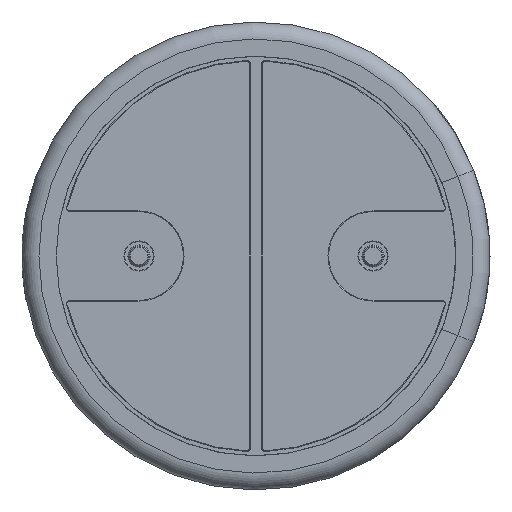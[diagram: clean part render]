
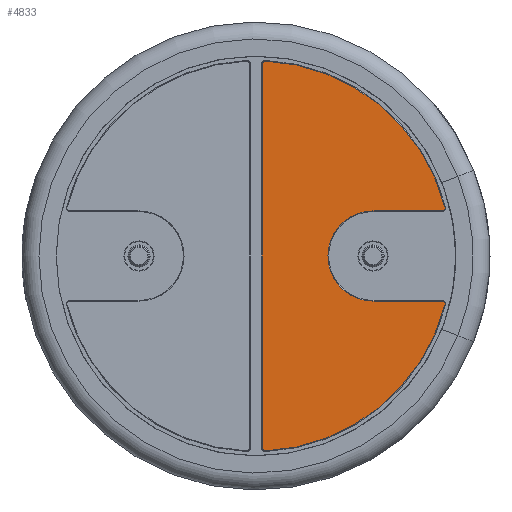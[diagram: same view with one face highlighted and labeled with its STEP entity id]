
A CAD part, front view. The second image highlights one B-rep face of the part: STEP entity #4833.
In plain terms, the highlighted planar face has unit normal (0, -1, 0).
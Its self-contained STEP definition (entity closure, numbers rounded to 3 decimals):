
#63=PLANE('',#5175);
#280=CIRCLE('',#5140,0.082);
#283=CIRCLE('',#5145,0.082);
#286=CIRCLE('',#5149,5.422);
#289=CIRCLE('',#5153,0.082);
#293=CIRCLE('',#5159,1.251);
#297=CIRCLE('',#5165,0.082);
#299=CIRCLE('',#5168,5.422);
#466=FACE_OUTER_BOUND('',#681,.T.);
#681=EDGE_LOOP('',(#4014,#4015,#4016,#4017,#4018,#4019,#4020,#4021,#4022,
#4023));
#901=LINE('',#9730,#1100);
#903=LINE('',#9754,#1102);
#905=LINE('',#9766,#1104);
#1100=VECTOR('',#5875,10.);
#1102=VECTOR('',#5905,10.);
#1104=VECTOR('',#5919,10.);
#2035=VERTEX_POINT('',#9718);
#2038=VERTEX_POINT('',#9723);
#2040=VERTEX_POINT('',#9728);
#2042=VERTEX_POINT('',#9734);
#2044=VERTEX_POINT('',#9740);
#2046=VERTEX_POINT('',#9746);
#2048=VERTEX_POINT('',#9752);
#2050=VERTEX_POINT('',#9758);
#2052=VERTEX_POINT('',#9764);
#2054=VERTEX_POINT('',#9770);
#2705=EDGE_CURVE('',#2038,#2035,#280,.T.);
#2707=EDGE_CURVE('',#2040,#2038,#901,.T.);
#2710=EDGE_CURVE('',#2042,#2040,#283,.T.);
#2713=EDGE_CURVE('',#2044,#2042,#286,.T.);
#2716=EDGE_CURVE('',#2046,#2044,#289,.T.);
#2719=EDGE_CURVE('',#2048,#2046,#903,.T.);
#2722=EDGE_CURVE('',#2050,#2048,#293,.T.);
#2725=EDGE_CURVE('',#2052,#2050,#905,.T.);
#2728=EDGE_CURVE('',#2054,#2052,#297,.T.);
#2730=EDGE_CURVE('',#2035,#2054,#299,.T.);
#4014=ORIENTED_EDGE('',*,*,#2705,.F.);
#4015=ORIENTED_EDGE('',*,*,#2707,.F.);
#4016=ORIENTED_EDGE('',*,*,#2710,.F.);
#4017=ORIENTED_EDGE('',*,*,#2713,.F.);
#4018=ORIENTED_EDGE('',*,*,#2716,.F.);
#4019=ORIENTED_EDGE('',*,*,#2719,.F.);
#4020=ORIENTED_EDGE('',*,*,#2722,.F.);
#4021=ORIENTED_EDGE('',*,*,#2725,.F.);
#4022=ORIENTED_EDGE('',*,*,#2728,.F.);
#4023=ORIENTED_EDGE('',*,*,#2730,.F.);
#4833=ADVANCED_FACE('',(#466),#63,.F.);
#5140=AXIS2_PLACEMENT_3D('',#9725,#5869,#5870);
#5145=AXIS2_PLACEMENT_3D('',#9736,#5881,#5882);
#5149=AXIS2_PLACEMENT_3D('',#9742,#5889,#5890);
#5153=AXIS2_PLACEMENT_3D('',#9748,#5897,#5898);
#5159=AXIS2_PLACEMENT_3D('',#9760,#5911,#5912);
#5165=AXIS2_PLACEMENT_3D('',#9772,#5925,#5926);
#5168=AXIS2_PLACEMENT_3D('',#9775,#5931,#5932);
#5175=AXIS2_PLACEMENT_3D('',#9788,#5951,#5952);
#5869=DIRECTION('center_axis',(0.,1.,0.));
#5870=DIRECTION('ref_axis',(-0.69,0.,0.724));
#5875=DIRECTION('',(0.,0.,1.));
#5881=DIRECTION('center_axis',(0.,1.,0.));
#5882=DIRECTION('ref_axis',(-0.69,0.,-0.724));
#5889=DIRECTION('center_axis',(0.,1.,0.));
#5890=DIRECTION('ref_axis',(0.632,0.,-0.775));
#5897=DIRECTION('center_axis',(0.,1.,0.));
#5898=DIRECTION('ref_axis',(0.79,0.,0.612));
#5905=DIRECTION('',(1.,0.,0.));
#5911=DIRECTION('center_axis',(0.,-1.,0.));
#5912=DIRECTION('ref_axis',(-1.,0.,0.));
#5919=DIRECTION('',(-1.,0.,0.));
#5925=DIRECTION('center_axis',(0.,1.,0.));
#5926=DIRECTION('ref_axis',(0.79,0.,-0.612));
#5931=DIRECTION('center_axis',(0.,1.,0.));
#5932=DIRECTION('ref_axis',(0.632,0.,0.775));
#5951=DIRECTION('center_axis',(0.,1.,0.));
#5952=DIRECTION('ref_axis',(0.,0.,1.));
#9718=CARTESIAN_POINT('',(0.264,-0.09,5.416));
#9723=CARTESIAN_POINT('',(0.178,-0.09,5.334));
#9725=CARTESIAN_POINT('Origin',(0.26,-0.09,5.334));
#9728=CARTESIAN_POINT('',(0.178,-0.09,-5.334));
#9730=CARTESIAN_POINT('',(0.178,-0.09,2.667));
#9734=CARTESIAN_POINT('',(0.264,-0.09,-5.416));
#9736=CARTESIAN_POINT('Origin',(0.26,-0.09,-5.334));
#9740=CARTESIAN_POINT('',(5.25,-0.09,-1.354));
#9742=CARTESIAN_POINT('Origin',(0.,-0.09,0.));
#9746=CARTESIAN_POINT('',(5.171,-0.09,-1.251));
#9748=CARTESIAN_POINT('Origin',(5.171,-0.09,-1.333));
#9752=CARTESIAN_POINT('',(3.25,-0.09,-1.251));
#9754=CARTESIAN_POINT('',(3.943,-0.09,-1.251));
#9758=CARTESIAN_POINT('',(3.25,-0.09,1.251));
#9760=CARTESIAN_POINT('Origin',(3.25,-0.09,0.));
#9764=CARTESIAN_POINT('',(5.171,-0.09,1.251));
#9766=CARTESIAN_POINT('',(2.983,-0.09,1.251));
#9770=CARTESIAN_POINT('',(5.25,-0.09,1.354));
#9772=CARTESIAN_POINT('Origin',(5.171,-0.09,1.333));
#9775=CARTESIAN_POINT('Origin',(0.,-0.09,0.));
#9788=CARTESIAN_POINT('Origin',(2.715,-0.09,0.));
